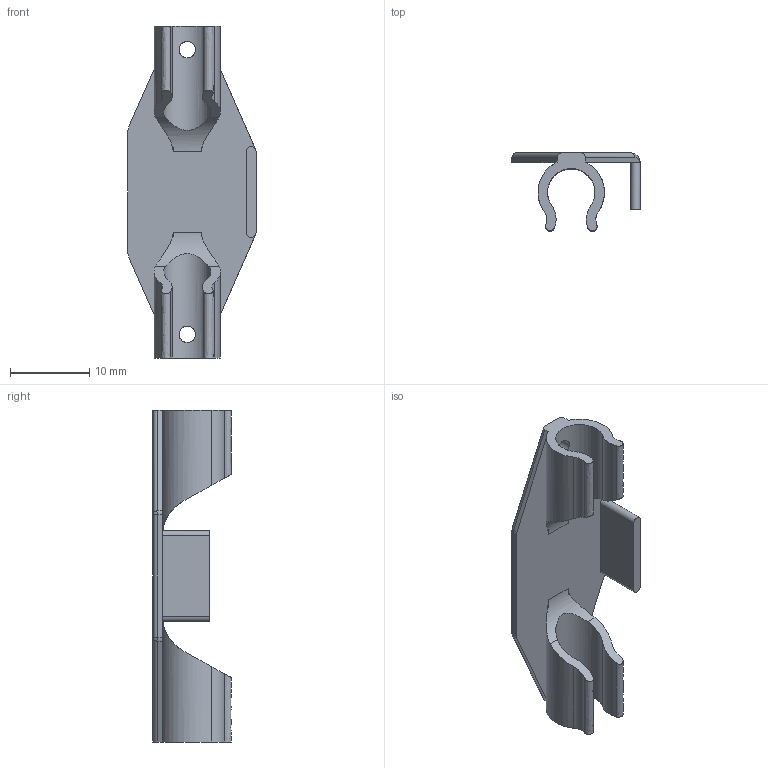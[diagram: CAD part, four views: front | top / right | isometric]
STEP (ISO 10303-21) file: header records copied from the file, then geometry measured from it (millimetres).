
FILE_DESCRIPTION(/* description */ (''),/* implementation_level */ '2;1');
FILE_NAME(/* name */ 'TFMini mount v2.step',/* time_stamp */ '2022-09-08T16:02:59-04:00',/* author */ (''),/* organization */ (''),/* preprocessor_version */ 'ST-DEVELOPER v19',/* originating_system */ 'Autodesk Translation Framework v11.7.0.108',/* authorisation */ '');
FILE_SCHEMA (('AUTOMOTIVE_DESIGN { 1 0 10303 214 3 1 1 }'));
Length unit declared in the file: millimetre
Products named in the file (1): TFMini mount
Bounding box: 16.2 x 9.88 x 42 mm (x, y, z)
Volume: 1201.2 mm3; surface area: 2136.8 mm2
Topology: 1 solids, 1 shells, 52 faces, 146 edges, 96 vertices
Faces by surface type: cylinder 28, plane 16, bspline 8
Full cylindrical faces by diameter (mm): 2.075 x2
Entity records: 2309 total; most frequent: CARTESIAN_POINT 954, ORIENTED_EDGE 292, DIRECTION 260, EDGE_CURVE 146, AXIS2_PLACEMENT_3D 103, VERTEX_POINT 96, EDGE_LOOP 56, LINE 54
